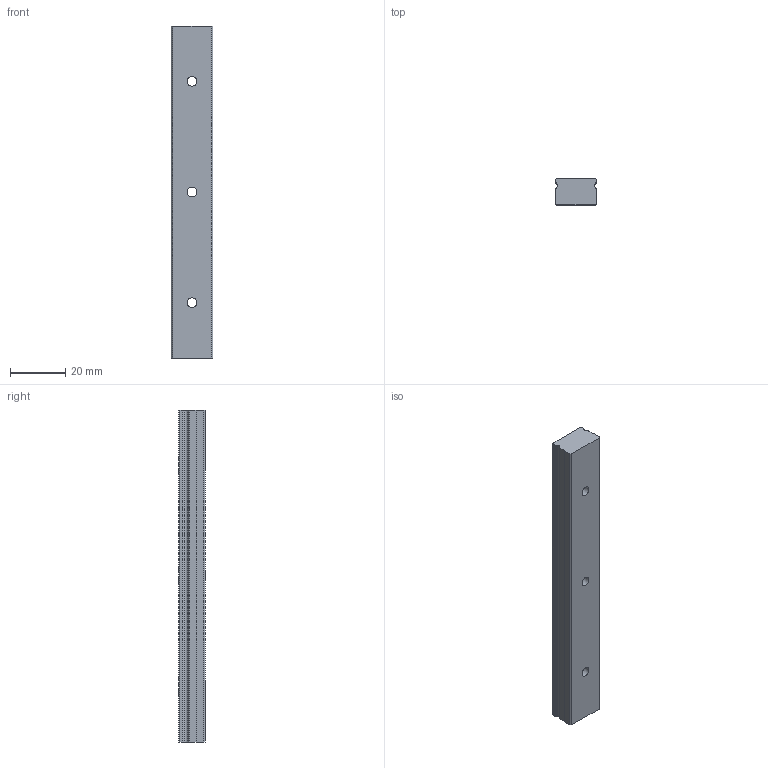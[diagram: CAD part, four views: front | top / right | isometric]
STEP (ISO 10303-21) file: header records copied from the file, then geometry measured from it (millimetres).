
FILE_DESCRIPTION(/* description */ (''),/* implementation_level */ '2;1');
FILE_NAME(/* name */ 'LGMR15L.stp',/* time_stamp */ '2018-10-20T10:35:33+02:00',/* author */ ('nesvadba'),/* organization */ (''),/* preprocessor_version */ 'ST-DEVELOPER v16.1',/* originating_system */ 'Autodesk Inventor 2016',/* authorisation */ '');
FILE_SCHEMA (('AUTOMOTIVE_DESIGN { 1 0 10303 214 3 1 1 }'));
Length unit declared in the file: millimetre
Products named in the file (1): LGMR15L
Bounding box: 15 x 9.5 x 120 mm (x, y, z)
Volume: 16134.3 mm3; surface area: 6501.6 mm2
Topology: 1 solids, 1 shells, 46 faces, 120 edges, 79 vertices
Faces by surface type: cylinder 24, plane 19, cone 3
Full cylindrical faces by diameter (mm): 3.5 x3, 6 x3
Entity records: 1475 total; most frequent: DIRECTION 256, CARTESIAN_POINT 237, ORIENTED_EDGE 222, EDGE_CURVE 111, AXIS2_PLACEMENT_3D 98, VERTEX_POINT 79, EDGE_LOOP 64, LINE 60
